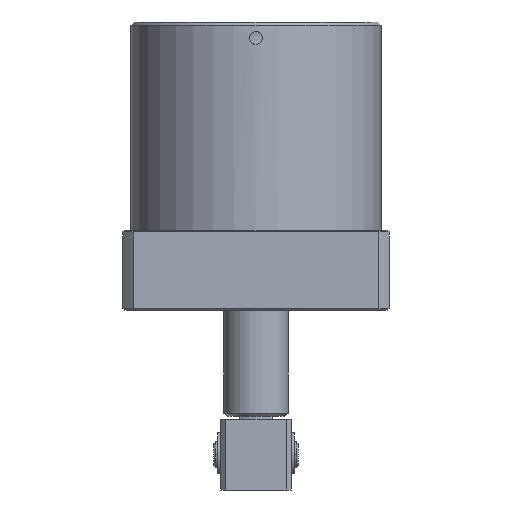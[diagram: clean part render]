
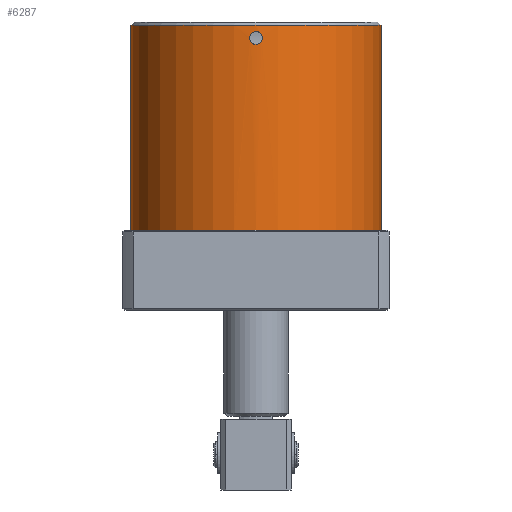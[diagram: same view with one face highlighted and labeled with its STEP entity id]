
A CAD part, front view. The second image highlights one B-rep face of the part: STEP entity #6287.
In plain terms, the highlighted cylindrical face has radius 39 mm (diameter 78 mm), a partial arc.
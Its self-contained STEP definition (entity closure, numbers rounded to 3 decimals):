
#245 = AXIS2_PLACEMENT_3D ( 'NONE', #8780, #4550, #451 ) ;
#394 = CARTESIAN_POINT ( 'NONE',  ( 0., 0., 25. ) ) ;
#403 = CARTESIAN_POINT ( 'NONE',  ( 2., -38.949, 85.262 ) ) ;
#430 = CARTESIAN_POINT ( 'NONE',  ( 0.645, -38.995, 83.102 ) ) ;
#451 = DIRECTION ( 'NONE',  ( 1., 0., 0. ) ) ;
#462 = CARTESIAN_POINT ( 'NONE',  ( -1.947, -38.951, 84.475 ) ) ;
#491 = CARTESIAN_POINT ( 'NONE',  ( -0.888, -38.99, 86.797 ) ) ;
#531 = VERTEX_POINT ( 'NONE', #6987 ) ;
#788 = EDGE_LOOP ( 'NONE', ( #5446, #5962 ) ) ;
#1067 = DIRECTION ( 'NONE',  ( 0., 0., 1. ) ) ;
#1078 = CARTESIAN_POINT ( 'NONE',  ( 1.987, -38.949, 84.738 ) ) ;
#1101 = CARTESIAN_POINT ( 'NONE',  ( 0.264, -38.999, 83.013 ) ) ;
#1144 = CARTESIAN_POINT ( 'NONE',  ( -2., -38.949, 85.129 ) ) ;
#1173 = CARTESIAN_POINT ( 'NONE',  ( -0.521, -38.997, 86.935 ) ) ;
#1522 = CARTESIAN_POINT ( 'NONE',  ( 0., -39., 87. ) ) ;
#1701 = B_SPLINE_CURVE_WITH_KNOTS ( 'NONE', 3,
 ( #5909, #4465, #3779, #1733, #6658, #2425, #7355, #3122, #8054, #3811, #8730, #4492, #403, #5209, #1078, #5942, #1767, #6689, #2452, #7389, #3156, #8085, #3841, #8759, #4526, #430, #5249, #1101, #5973, #1799 ),
 .UNSPECIFIED., .F., .F.,
 ( 4, 2, 2, 2, 2, 2, 2, 2, 2, 2, 2, 2, 2, 2, 4 ),
 ( 0., 0., 0.001, 0.001, 0.002, 0.002, 0.003, 0.004, 0.004, 0.004, 0.005, 0.005, 0.005, 0.006, 0.006 ),
 .UNSPECIFIED. ) ;
#1733 = CARTESIAN_POINT ( 'NONE',  ( 0.518, -38.997, 86.936 ) ) ;
#1767 = CARTESIAN_POINT ( 'NONE',  ( 1.898, -38.954, 84.357 ) ) ;
#1799 = CARTESIAN_POINT ( 'NONE',  ( 0., -39., 83. ) ) ;
#1804 = CARTESIAN_POINT ( 'NONE',  ( -0.262, -38.999, 83.013 ) ) ;
#1831 = CARTESIAN_POINT ( 'NONE',  ( -1.936, -38.952, 85.518 ) ) ;
#1867 = CARTESIAN_POINT ( 'NONE',  ( -0.132, -39., 87. ) ) ;
#2317 = CARTESIAN_POINT ( 'NONE',  ( 39., 0., 89. ) ) ;
#2425 = CARTESIAN_POINT ( 'NONE',  ( 0.887, -38.99, 86.797 ) ) ;
#2445 = DIRECTION ( 'NONE',  ( 0., 0., 1. ) ) ;
#2452 = CARTESIAN_POINT ( 'NONE',  ( 1.736, -38.961, 83.998 ) ) ;
#2484 = CARTESIAN_POINT ( 'NONE',  ( -0.645, -38.995, 83.102 ) ) ;
#2513 = CARTESIAN_POINT ( 'NONE',  ( 0., 0., 89. ) ) ;
#2517 = CARTESIAN_POINT ( 'NONE',  ( -1.798, -38.959, 85.885 ) ) ;
#2566 = CARTESIAN_POINT ( 'NONE',  ( -39., 0., 25. ) ) ;
#2587 = CIRCLE ( 'NONE', #245, 39. ) ;
#2772 = VERTEX_POINT ( 'NONE', #8203 ) ;
#2949 = ORIENTED_EDGE ( 'NONE', *, *, #8855, .F. ) ;
#3122 = CARTESIAN_POINT ( 'NONE',  ( 1.219, -38.981, 86.591 ) ) ;
#3145 = DIRECTION ( 'NONE',  ( 1., 0., 0. ) ) ;
#3156 = CARTESIAN_POINT ( 'NONE',  ( 1.508, -38.971, 83.68 ) ) ;
#3193 = CARTESIAN_POINT ( 'NONE',  ( -1.002, -38.987, 83.264 ) ) ;
#3221 = DIRECTION ( 'NONE',  ( 1., 0., 0. ) ) ;
#3224 = CARTESIAN_POINT ( 'NONE',  ( -1.591, -38.968, 86.219 ) ) ;
#3467 = VECTOR ( 'NONE', #8198, 1000. ) ;
#3523 = FACE_OUTER_BOUND ( 'NONE', #8180, .T. ) ;
#3649 = VERTEX_POINT ( 'NONE', #6510 ) ;
#3685 = EDGE_CURVE ( 'NONE', #5770, #8596, #1701, .T. ) ;
#3711 = EDGE_CURVE ( 'NONE', #4524, #3649, #4497, .T. ) ;
#3779 = CARTESIAN_POINT ( 'NONE',  ( 0.262, -38.999, 86.987 ) ) ;
#3811 = CARTESIAN_POINT ( 'NONE',  ( 1.599, -38.968, 86.23 ) ) ;
#3841 = CARTESIAN_POINT ( 'NONE',  ( 1.221, -38.981, 83.41 ) ) ;
#3845 = CARTESIAN_POINT ( 'NONE',  ( 0., -39., 83. ) ) ;
#3868 = CARTESIAN_POINT ( 'NONE',  ( -1.322, -38.978, 83.494 ) ) ;
#3897 = CARTESIAN_POINT ( 'NONE',  ( -1.322, -38.978, 86.507 ) ) ;
#4404 = VECTOR ( 'NONE', #1067, 1000. ) ;
#4465 = CARTESIAN_POINT ( 'NONE',  ( 0.132, -39., 87. ) ) ;
#4492 = CARTESIAN_POINT ( 'NONE',  ( 1.947, -38.951, 85.525 ) ) ;
#4497 = CIRCLE ( 'NONE', #6409, 39. ) ;
#4524 = VERTEX_POINT ( 'NONE', #2317 ) ;
#4526 = CARTESIAN_POINT ( 'NONE',  ( 0.888, -38.99, 83.203 ) ) ;
#4550 = DIRECTION ( 'NONE',  ( 0., 0., 1. ) ) ;
#4570 = CARTESIAN_POINT ( 'NONE',  ( -1.748, -38.961, 83.993 ) ) ;
#4604 = CARTESIAN_POINT ( 'NONE',  ( -1.004, -38.987, 86.734 ) ) ;
#5075 = LINE ( 'NONE', #2566, #3467 ) ;
#5197 = CARTESIAN_POINT ( 'NONE',  ( 39., 0., 25. ) ) ;
#5209 = CARTESIAN_POINT ( 'NONE',  ( 2., -38.949, 84.871 ) ) ;
#5249 = CARTESIAN_POINT ( 'NONE',  ( 0.521, -38.997, 83.065 ) ) ;
#5262 = AXIS2_PLACEMENT_3D ( 'NONE', #394, #2445, #3145 ) ;
#5283 = CARTESIAN_POINT ( 'NONE',  ( -2., -38.949, 84.738 ) ) ;
#5317 = CARTESIAN_POINT ( 'NONE',  ( -0.645, -38.995, 86.898 ) ) ;
#5374 = ORIENTED_EDGE ( 'NONE', *, *, #5509, .T. ) ;
#5446 = ORIENTED_EDGE ( 'NONE', *, *, #3685, .T. ) ;
#5509 = EDGE_CURVE ( 'NONE', #2772, #4524, #7111, .T. ) ;
#5770 = VERTEX_POINT ( 'NONE', #1522 ) ;
#5909 = CARTESIAN_POINT ( 'NONE',  ( 0., -39., 87. ) ) ;
#5942 = CARTESIAN_POINT ( 'NONE',  ( 1.936, -38.952, 84.482 ) ) ;
#5962 = ORIENTED_EDGE ( 'NONE', *, *, #8193, .T. ) ;
#5973 = CARTESIAN_POINT ( 'NONE',  ( 0.132, -39., 83. ) ) ;
#6014 = CARTESIAN_POINT ( 'NONE',  ( -1.987, -38.949, 85.262 ) ) ;
#6050 = CARTESIAN_POINT ( 'NONE',  ( -0.264, -38.999, 86.987 ) ) ;
#6287 = ADVANCED_FACE ( 'NONE', ( #3523, #7340 ), #6657, .T. ) ;
#6409 = AXIS2_PLACEMENT_3D ( 'NONE', #2513, #7452, #3221 ) ;
#6454 = CARTESIAN_POINT ( 'NONE',  ( 0., -39., 83. ) ) ;
#6510 = CARTESIAN_POINT ( 'NONE',  ( -39., 0., 89. ) ) ;
#6657 = CYLINDRICAL_SURFACE ( 'NONE', #5262, 39. ) ;
#6658 = CARTESIAN_POINT ( 'NONE',  ( 0.645, -38.995, 86.898 ) ) ;
#6689 = CARTESIAN_POINT ( 'NONE',  ( 1.798, -38.959, 84.115 ) ) ;
#6693 = CARTESIAN_POINT ( 'NONE',  ( -0.132, -39., 83. ) ) ;
#6725 = CARTESIAN_POINT ( 'NONE',  ( -0.518, -38.997, 83.064 ) ) ;
#6756 = CARTESIAN_POINT ( 'NONE',  ( -1.898, -38.954, 85.643 ) ) ;
#6785 = CARTESIAN_POINT ( 'NONE',  ( 0., -39., 87. ) ) ;
#6987 = CARTESIAN_POINT ( 'NONE',  ( -39., 0., 25. ) ) ;
#7111 = LINE ( 'NONE', #5197, #4404 ) ;
#7253 = ORIENTED_EDGE ( 'NONE', *, *, #3711, .T. ) ;
#7340 = FACE_BOUND ( 'NONE', #788, .T. ) ;
#7355 = CARTESIAN_POINT ( 'NONE',  ( 1.002, -38.987, 86.736 ) ) ;
#7389 = CARTESIAN_POINT ( 'NONE',  ( 1.591, -38.968, 83.781 ) ) ;
#7420 = CARTESIAN_POINT ( 'NONE',  ( -0.887, -38.99, 83.203 ) ) ;
#7452 = DIRECTION ( 'NONE',  ( 0., 0., -1. ) ) ;
#7456 = CARTESIAN_POINT ( 'NONE',  ( -1.736, -38.961, 86.002 ) ) ;
#7935 = B_SPLINE_CURVE_WITH_KNOTS ( 'NONE', 3,
 ( #3845, #6693, #1804, #6725, #2484, #7420, #3193, #8116, #3868, #8790, #4570, #462, #5283, #1144, #6014, #1831, #6756, #2517, #7456, #3224, #8149, #3897, #8818, #4604, #491, #5317, #1173, #6050, #1867, #6785 ),
 .UNSPECIFIED., .F., .F.,
 ( 4, 2, 2, 2, 2, 2, 2, 2, 2, 2, 2, 2, 2, 2, 4 ),
 ( 0.006, 0.007, 0.007, 0.007, 0.008, 0.009, 0.009, 0.01, 0.01, 0.011, 0.011, 0.011, 0.012, 0.012, 0.013 ),
 .UNSPECIFIED. ) ;
#8054 = CARTESIAN_POINT ( 'NONE',  ( 1.322, -38.978, 86.506 ) ) ;
#8085 = CARTESIAN_POINT ( 'NONE',  ( 1.322, -38.978, 83.493 ) ) ;
#8116 = CARTESIAN_POINT ( 'NONE',  ( -1.219, -38.981, 83.409 ) ) ;
#8149 = CARTESIAN_POINT ( 'NONE',  ( -1.508, -38.971, 86.32 ) ) ;
#8180 = EDGE_LOOP ( 'NONE', ( #2949, #8733, #5374, #7253 ) ) ;
#8193 = EDGE_CURVE ( 'NONE', #8596, #5770, #7935, .T. ) ;
#8198 = DIRECTION ( 'NONE',  ( 0., 0., 1. ) ) ;
#8203 = CARTESIAN_POINT ( 'NONE',  ( 39., 0., 25. ) ) ;
#8596 = VERTEX_POINT ( 'NONE', #6454 ) ;
#8730 = CARTESIAN_POINT ( 'NONE',  ( 1.748, -38.961, 86.007 ) ) ;
#8733 = ORIENTED_EDGE ( 'NONE', *, *, #8768, .T. ) ;
#8759 = CARTESIAN_POINT ( 'NONE',  ( 1.004, -38.987, 83.266 ) ) ;
#8768 = EDGE_CURVE ( 'NONE', #531, #2772, #2587, .T. ) ;
#8780 = CARTESIAN_POINT ( 'NONE',  ( 0., 0., 25. ) ) ;
#8790 = CARTESIAN_POINT ( 'NONE',  ( -1.599, -38.968, 83.77 ) ) ;
#8818 = CARTESIAN_POINT ( 'NONE',  ( -1.221, -38.981, 86.59 ) ) ;
#8855 = EDGE_CURVE ( 'NONE', #531, #3649, #5075, .T. ) ;
